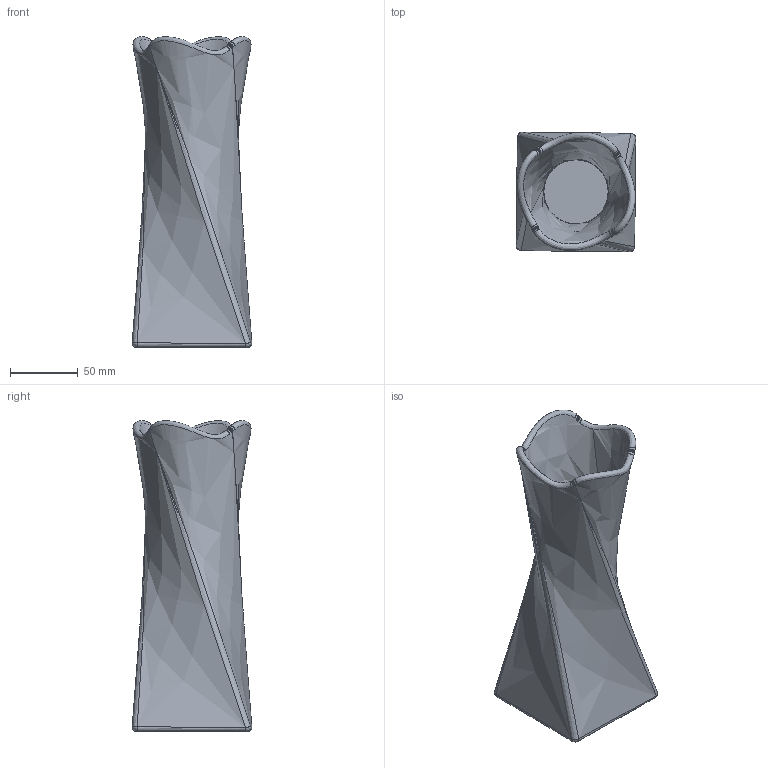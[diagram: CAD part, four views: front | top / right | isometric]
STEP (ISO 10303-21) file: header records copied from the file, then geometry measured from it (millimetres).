
FILE_DESCRIPTION (( 'STEP AP214' ), '1' );
FILE_NAME ('Twist Vase I.STEP', '2014-07-28T17:54:15', ( '' ), ( '' ), 'SwSTEP 2.0', 'SolidWorks 2014', '' );
FILE_SCHEMA (( 'AUTOMOTIVE_DESIGN' ));
Length unit declared in the file: inch
Products named in the file (1): Twist Vase I
Bounding box: 88.49 x 88.49 x 229.56 mm (x, y, z)
Volume: 534078.9 mm3; surface area: 102359.8 mm2
Topology: 1 solids, 1 shells, 60 faces, 162 edges, 96 vertices
Faces by surface type: bspline 54, torus 2, cylinder 2, plane 2
Entity records: 7208 total; most frequent: CARTESIAN_POINT 6177, ORIENTED_EDGE 308, EDGE_CURVE 154, B_SPLINE_CURVE_WITH_KNOTS 116, VERTEX_POINT 96, EDGE_LOOP 60, FACE_OUTER_BOUND 60, ADVANCED_FACE 60
